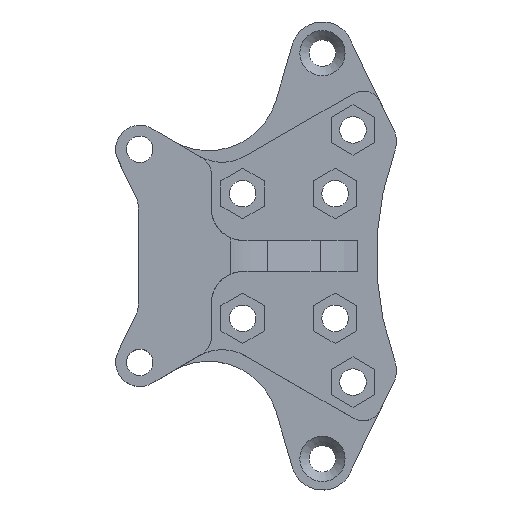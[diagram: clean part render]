
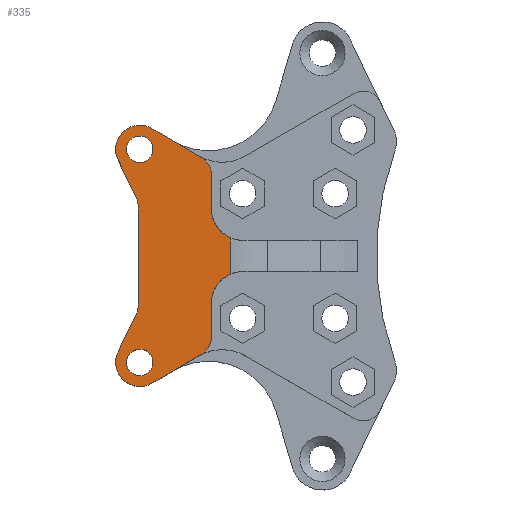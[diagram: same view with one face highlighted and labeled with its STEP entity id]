
A CAD part, top view. The second image highlights one B-rep face of the part: STEP entity #335.
In plain terms, the highlighted planar face has unit normal (0, 0, 1).
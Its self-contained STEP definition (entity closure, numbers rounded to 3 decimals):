
#335=ADVANCED_FACE('',(#495,#497,#499),#501,.T.);
#495=FACE_BOUND('',#496,.T.);
#496=EDGE_LOOP('',(#1294,#1295,#1296,#1297,#1298,#1299,#1300,#1301,#1302,#1303,#1304,
#1305,#1306,#1307,#1308,#1309));
#497=FACE_BOUND('',#498,.T.);
#498=EDGE_LOOP('',(#1310));
#499=FACE_BOUND('',#500,.T.);
#500=EDGE_LOOP('',(#1311));
#501=PLANE('',#502);
#502=AXIS2_PLACEMENT_3D('',#503,#504,#505);
#503=CARTESIAN_POINT('',(0.,0.,18.));
#504=DIRECTION('',(0.,0.,1.));
#505=DIRECTION('',(-1.,0.,0.));
#1294=ORIENTED_EDGE('',*,*,#1794,.F.);
#1295=ORIENTED_EDGE('',*,*,#1795,.F.);
#1296=ORIENTED_EDGE('',*,*,#1796,.T.);
#1297=ORIENTED_EDGE('',*,*,#1797,.F.);
#1298=ORIENTED_EDGE('',*,*,#1798,.F.);
#1299=ORIENTED_EDGE('',*,*,#1799,.F.);
#1300=ORIENTED_EDGE('',*,*,#1800,.F.);
#1301=ORIENTED_EDGE('',*,*,#1801,.F.);
#1302=ORIENTED_EDGE('',*,*,#1802,.F.);
#1303=ORIENTED_EDGE('',*,*,#1787,.F.);
#1304=ORIENTED_EDGE('',*,*,#1803,.T.);
#1305=ORIENTED_EDGE('',*,*,#1804,.T.);
#1306=ORIENTED_EDGE('',*,*,#1805,.T.);
#1307=ORIENTED_EDGE('',*,*,#1806,.T.);
#1308=ORIENTED_EDGE('',*,*,#1807,.T.);
#1309=ORIENTED_EDGE('',*,*,#1808,.T.);
#1310=ORIENTED_EDGE('',*,*,#1809,.T.);
#1311=ORIENTED_EDGE('',*,*,#1810,.F.);
#1787=EDGE_CURVE('',#2126,#2128,#2129,.T.);
#1794=EDGE_CURVE('',#2138,#2139,#2140,.F.);
#1795=EDGE_CURVE('',#2141,#2138,#2142,.T.);
#1796=EDGE_CURVE('',#2141,#2143,#2144,.F.);
#1797=EDGE_CURVE('',#2145,#2143,#2146,.T.);
#1798=EDGE_CURVE('',#2147,#2145,#2148,.T.);
#1799=EDGE_CURVE('',#2149,#2147,#2150,.T.);
#1800=EDGE_CURVE('',#2151,#2149,#2152,.T.);
#1801=EDGE_CURVE('',#2153,#2151,#2154,.T.);
#1802=EDGE_CURVE('',#2128,#2153,#2155,.T.);
#1803=EDGE_CURVE('',#2126,#2156,#2157,.T.);
#1804=EDGE_CURVE('',#2156,#2158,#2159,.T.);
#1805=EDGE_CURVE('',#2158,#2160,#2161,.T.);
#1806=EDGE_CURVE('',#2160,#2162,#2163,.T.);
#1807=EDGE_CURVE('',#2162,#2164,#2165,.T.);
#1808=EDGE_CURVE('',#2164,#2139,#2166,.T.);
#1809=EDGE_CURVE('',#2167,#2167,#2168,.F.);
#1810=EDGE_CURVE('',#2169,#2169,#2170,.F.);
#2126=VERTEX_POINT('',#2762);
#2128=VERTEX_POINT('',#2766);
#2129=LINE('',#2767,#2768);
#2138=VERTEX_POINT('',#2792);
#2139=VERTEX_POINT('',#2793);
#2140=CIRCLE('',#2794,4.);
#2141=VERTEX_POINT('',#2798);
#2142=LINE('',#2799,#2800);
#2143=VERTEX_POINT('',#2802);
#2144=CIRCLE('',#2803,4.);
#2145=VERTEX_POINT('',#2807);
#2146=LINE('',#2808,#2809);
#2147=VERTEX_POINT('',#2811);
#2148=CIRCLE('',#2812,2.5);
#2149=VERTEX_POINT('',#2816);
#2150=LINE('',#2817,#2818);
#2151=VERTEX_POINT('',#2820);
#2152=CIRCLE('',#2821,3.093);
#2153=VERTEX_POINT('',#2825);
#2154=LINE('',#2826,#2827);
#2155=CIRCLE('',#2829,4.);
#2156=VERTEX_POINT('',#2833);
#2157=CIRCLE('',#2834,4.);
#2158=VERTEX_POINT('',#2838);
#2159=LINE('',#2839,#2840);
#2160=VERTEX_POINT('',#2842);
#2161=CIRCLE('',#2843,3.093);
#2162=VERTEX_POINT('',#2847);
#2163=LINE('',#2848,#2849);
#2164=VERTEX_POINT('',#2851);
#2165=CIRCLE('',#2852,2.5);
#2166=LINE('',#2856,#2857);
#2167=VERTEX_POINT('',#2859);
#2168=CIRCLE('',#2860,1.7);
#2169=VERTEX_POINT('',#2864);
#2170=CIRCLE('',#2865,1.7);
#2762=CARTESIAN_POINT('',(-66.713,-6.,18.));
#2766=CARTESIAN_POINT('',(-66.713,6.,18.));
#2767=CARTESIAN_POINT('',(-66.713,-6.,18.));
#2768=VECTOR('',#2769,1.);
#2769=DIRECTION('',(0.,1.,0.));
#2792=CARTESIAN_POINT('',(-54.878,-2.3,18.));
#2793=CARTESIAN_POINT('',(-57.357,-6.,18.));
#2794=AXIS2_PLACEMENT_3D('',#2795,#2796,#2797);
#2795=CARTESIAN_POINT('',(-53.357,-6.,18.));
#2796=DIRECTION('',(0.,0.,-1.));
#2797=DIRECTION('',(-1.,0.,0.));
#2798=CARTESIAN_POINT('',(-54.878,2.3,18.));
#2799=CARTESIAN_POINT('',(-54.878,2.3,18.));
#2800=VECTOR('',#2801,1.);
#2801=DIRECTION('',(0.,-1.,0.));
#2802=CARTESIAN_POINT('',(-57.357,6.,18.));
#2803=AXIS2_PLACEMENT_3D('',#2804,#2805,#2806);
#2804=CARTESIAN_POINT('',(-53.357,6.,18.));
#2805=DIRECTION('',(0.,0.,1.));
#2806=DIRECTION('',(-1.,0.,0.));
#2807=CARTESIAN_POINT('',(-57.357,10.43,18.));
#2808=CARTESIAN_POINT('',(-57.357,10.43,18.));
#2809=VECTOR('',#2810,1.);
#2810=DIRECTION('',(0.,-1.,0.));
#2811=CARTESIAN_POINT('',(-58.594,12.587,18.));
#2812=AXIS2_PLACEMENT_3D('',#2813,#2814,#2815);
#2813=CARTESIAN_POINT('',(-59.857,10.43,18.));
#2814=DIRECTION('',(0.,0.,-1.));
#2815=DIRECTION('',(0.505,0.863,0.));
#2816=CARTESIAN_POINT('',(-64.99,16.331,18.));
#2817=CARTESIAN_POINT('',(-64.99,16.331,18.));
#2818=VECTOR('',#2819,1.);
#2819=DIRECTION('',(0.863,-0.505,0.));
#2820=CARTESIAN_POINT('',(-69.334,12.308,18.));
#2821=AXIS2_PLACEMENT_3D('',#2822,#2823,#2824);
#2822=CARTESIAN_POINT('',(-66.552,13.661,18.));
#2823=DIRECTION('',(0.,0.,-1.));
#2824=DIRECTION('',(-0.899,-0.437,0.));
#2825=CARTESIAN_POINT('',(-67.116,7.75,18.));
#2826=CARTESIAN_POINT('',(-67.116,7.75,18.));
#2827=VECTOR('',#2828,1.);
#2828=DIRECTION('',(-0.437,0.899,0.));
#2829=AXIS2_PLACEMENT_3D('',#2830,#2831,#2832);
#2830=CARTESIAN_POINT('',(-70.713,6.,18.));
#2831=DIRECTION('',(0.,0.,1.));
#2832=DIRECTION('',(1.,0.,0.));
#2833=CARTESIAN_POINT('',(-67.116,-7.75,18.));
#2834=AXIS2_PLACEMENT_3D('',#2835,#2836,#2837);
#2835=CARTESIAN_POINT('',(-70.713,-6.,18.));
#2836=DIRECTION('',(0.,0.,-1.));
#2837=DIRECTION('',(1.,0.,0.));
#2838=CARTESIAN_POINT('',(-69.334,-12.308,18.));
#2839=CARTESIAN_POINT('',(-67.116,-7.75,18.));
#2840=VECTOR('',#2841,1.);
#2841=DIRECTION('',(-0.437,-0.899,0.));
#2842=CARTESIAN_POINT('',(-64.99,-16.331,18.));
#2843=AXIS2_PLACEMENT_3D('',#2844,#2845,#2846);
#2844=CARTESIAN_POINT('',(-66.552,-13.661,18.));
#2845=DIRECTION('',(0.,0.,1.));
#2846=DIRECTION('',(-0.899,0.437,0.));
#2847=CARTESIAN_POINT('',(-58.594,-12.587,18.));
#2848=CARTESIAN_POINT('',(-64.99,-16.331,18.));
#2849=VECTOR('',#2850,1.);
#2850=DIRECTION('',(0.863,0.505,0.));
#2851=CARTESIAN_POINT('',(-57.357,-10.43,18.));
#2852=AXIS2_PLACEMENT_3D('',#2853,#2854,#2855);
#2853=CARTESIAN_POINT('',(-59.857,-10.43,18.));
#2854=DIRECTION('',(0.,0.,1.));
#2855=DIRECTION('',(0.505,-0.863,0.));
#2856=CARTESIAN_POINT('',(-57.357,-10.43,18.));
#2857=VECTOR('',#2858,1.);
#2858=DIRECTION('',(0.,1.,0.));
#2859=CARTESIAN_POINT('',(-68.252,-13.661,18.));
#2860=AXIS2_PLACEMENT_3D('',#2861,#2862,#2863);
#2861=CARTESIAN_POINT('',(-66.552,-13.661,18.));
#2862=DIRECTION('',(0.,0.,1.));
#2863=DIRECTION('',(-1.,0.,0.));
#2864=CARTESIAN_POINT('',(-68.252,13.661,18.));
#2865=AXIS2_PLACEMENT_3D('',#2866,#2867,#2868);
#2866=CARTESIAN_POINT('',(-66.552,13.661,18.));
#2867=DIRECTION('',(0.,0.,-1.));
#2868=DIRECTION('',(-1.,0.,0.));
